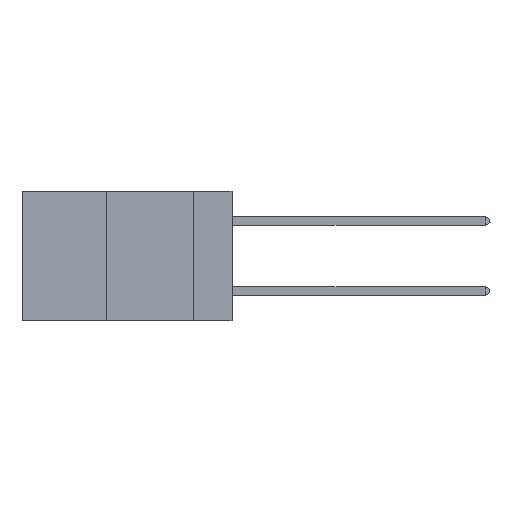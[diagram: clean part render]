
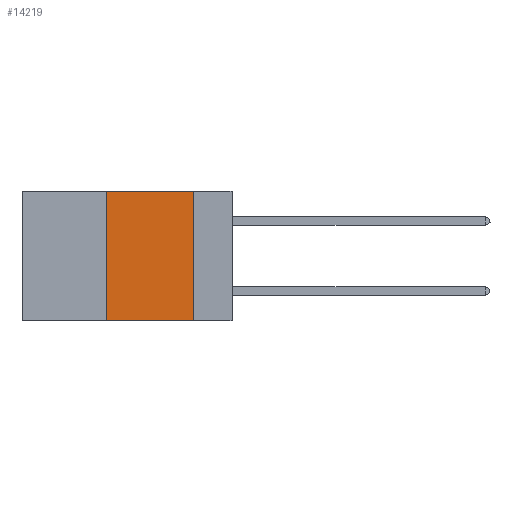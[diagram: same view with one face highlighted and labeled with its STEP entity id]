
A CAD part, left-side view. The second image highlights one B-rep face of the part: STEP entity #14219.
In plain terms, the highlighted planar face has unit normal (-1, 0, 0).
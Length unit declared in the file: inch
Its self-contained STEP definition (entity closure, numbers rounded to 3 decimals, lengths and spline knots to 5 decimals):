
#1628 = FACE_OUTER_BOUND ( 'NONE', #3964, .T. ) ;
#1963 = LINE ( 'NONE', #11466, #16819 ) ;
#2422 = DIRECTION ( 'NONE',  ( 0., 0., -1. ) ) ;
#2732 = VECTOR ( 'NONE', #2422, 39.37008 ) ;
#2741 = CARTESIAN_POINT ( 'NONE',  ( 0., 0.36, -0.37 ) ) ;
#2880 = AXIS2_PLACEMENT_3D ( 'NONE', #16954, #12679, #3765 ) ;
#3091 = VERTEX_POINT ( 'NONE', #2741 ) ;
#3765 = DIRECTION ( 'NONE',  ( 0., 0., -1. ) ) ;
#3964 = EDGE_LOOP ( 'NONE', ( #18268, #8970, #15634, #4535 ) ) ;
#4535 = ORIENTED_EDGE ( 'NONE', *, *, #18303, .T. ) ;
#5086 = VERTEX_POINT ( 'NONE', #18037 ) ;
#6189 = LINE ( 'NONE', #13394, #13589 ) ;
#6620 = VECTOR ( 'NONE', #10883, 39.37008 ) ;
#6861 = EDGE_CURVE ( 'NONE', #3091, #5086, #14468, .T. ) ;
#8970 = ORIENTED_EDGE ( 'NONE', *, *, #15674, .F. ) ;
#9407 = CARTESIAN_POINT ( 'NONE',  ( 0., 0.11, -0.37 ) ) ;
#10883 = DIRECTION ( 'NONE',  ( 0., 0., 1. ) ) ;
#11206 = LINE ( 'NONE', #15768, #2732 ) ;
#11223 = PLANE ( 'NONE',  #2880 ) ;
#11466 = CARTESIAN_POINT ( 'NONE',  ( 0., 0.6, -0.37 ) ) ;
#12679 = DIRECTION ( 'NONE',  ( 1., 0., 0. ) ) ;
#12927 = DIRECTION ( 'NONE',  ( 0., -1., 0. ) ) ;
#13394 = CARTESIAN_POINT ( 'NONE',  ( 0., 0.6, 0. ) ) ;
#13589 = VECTOR ( 'NONE', #14872, 39.37008 ) ;
#13785 = CARTESIAN_POINT ( 'NONE',  ( 0., 0.11, 0. ) ) ;
#14219 = ADVANCED_FACE ( 'NONE', ( #1628 ), #11223, .F. ) ;
#14468 = LINE ( 'NONE', #16615, #6620 ) ;
#14872 = DIRECTION ( 'NONE',  ( 0., -1., 0. ) ) ;
#15634 = ORIENTED_EDGE ( 'NONE', *, *, #6861, .F. ) ;
#15674 = EDGE_CURVE ( 'NONE', #5086, #18020, #6189, .T. ) ;
#15768 = CARTESIAN_POINT ( 'NONE',  ( 0., 0.11, 0. ) ) ;
#15864 = VERTEX_POINT ( 'NONE', #9407 ) ;
#16615 = CARTESIAN_POINT ( 'NONE',  ( 0., 0.36, 0. ) ) ;
#16819 = VECTOR ( 'NONE', #12927, 39.37008 ) ;
#16954 = CARTESIAN_POINT ( 'NONE',  ( 0., 0.6, 0. ) ) ;
#17602 = EDGE_CURVE ( 'NONE', #18020, #15864, #11206, .T. ) ;
#18020 = VERTEX_POINT ( 'NONE', #13785 ) ;
#18037 = CARTESIAN_POINT ( 'NONE',  ( 0., 0.36, 0. ) ) ;
#18268 = ORIENTED_EDGE ( 'NONE', *, *, #17602, .F. ) ;
#18303 = EDGE_CURVE ( 'NONE', #3091, #15864, #1963, .T. ) ;
